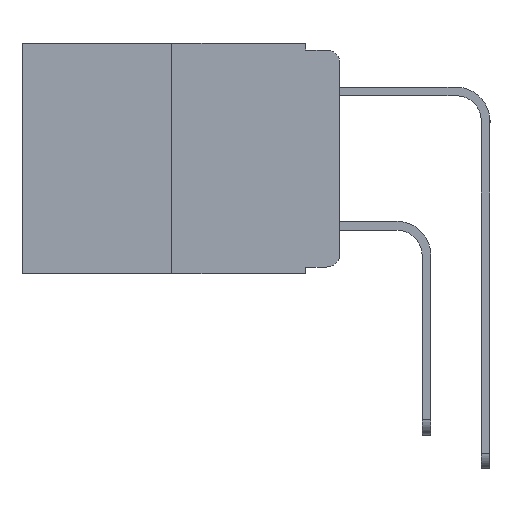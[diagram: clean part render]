
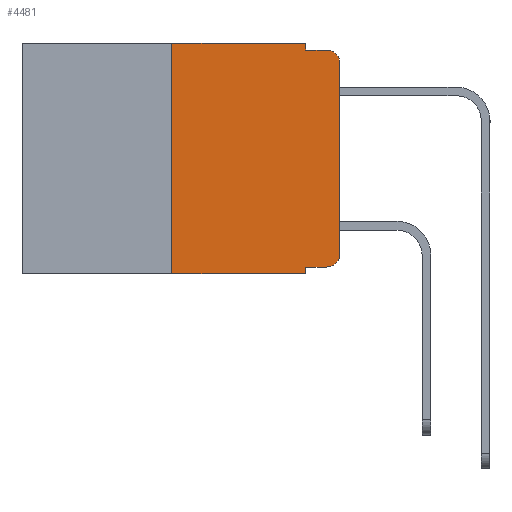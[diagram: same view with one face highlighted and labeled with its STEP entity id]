
A CAD part, left-side view. The second image highlights one B-rep face of the part: STEP entity #4481.
In plain terms, the highlighted planar face has unit normal (-1, 0, 0).
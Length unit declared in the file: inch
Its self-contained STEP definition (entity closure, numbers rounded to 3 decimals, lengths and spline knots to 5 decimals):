
#719 = EDGE_CURVE ( 'NONE', #17359, #5673, #15235, .T. ) ;
#828 = DIRECTION ( 'NONE',  ( 0., 0., -1. ) ) ;
#1054 = DIRECTION ( 'NONE',  ( 0., -1., 0. ) ) ;
#1210 = CARTESIAN_POINT ( 'NONE',  ( 0., 0., -0.313 ) ) ;
#1572 = ORIENTED_EDGE ( 'NONE', *, *, #719, .F. ) ;
#2419 = VECTOR ( 'NONE', #12865, 39.37008 ) ;
#2957 = EDGE_CURVE ( 'NONE', #15294, #15919, #10352, .T. ) ;
#3063 = EDGE_LOOP ( 'NONE', ( #11643, #8490, #12497, #13317, #10591, #16426, #5007, #1572, #13404, #16309 ) ) ;
#3657 = VERTEX_POINT ( 'NONE', #5732 ) ;
#3753 = DIRECTION ( 'NONE',  ( -1., 0., 0. ) ) ;
#3773 = CARTESIAN_POINT ( 'NONE',  ( 0., 0.473, 0. ) ) ;
#3919 = VERTEX_POINT ( 'NONE', #15918 ) ;
#3991 = EDGE_CURVE ( 'NONE', #13468, #3919, #10910, .T. ) ;
#4128 = FACE_OUTER_BOUND ( 'NONE', #3063, .T. ) ;
#4481 = ADVANCED_FACE ( 'NONE', ( #4128 ), #6805, .F. ) ;
#4597 = CARTESIAN_POINT ( 'NONE',  ( 0., 0.25, 0. ) ) ;
#4791 = DIRECTION ( 'NONE',  ( 0., 0., 1. ) ) ;
#5007 = ORIENTED_EDGE ( 'NONE', *, *, #17570, .T. ) ;
#5011 = EDGE_CURVE ( 'NONE', #3919, #12387, #11537, .T. ) ;
#5392 = CARTESIAN_POINT ( 'NONE',  ( 0., 0.051, -0.343 ) ) ;
#5673 = VERTEX_POINT ( 'NONE', #5392 ) ;
#5732 = CARTESIAN_POINT ( 'NONE',  ( 0., 0., -0.03 ) ) ;
#6724 = EDGE_CURVE ( 'NONE', #15919, #13468, #10472, .T. ) ;
#6764 = DIRECTION ( 'NONE',  ( 0., -1., 0. ) ) ;
#6805 = PLANE ( 'NONE',  #17351 ) ;
#6825 = LINE ( 'NONE', #14329, #13547 ) ;
#6958 = AXIS2_PLACEMENT_3D ( 'NONE', #12111, #3753, #13435 ) ;
#7057 = DIRECTION ( 'NONE',  ( 0., 0., -1. ) ) ;
#7860 = EDGE_CURVE ( 'NONE', #3657, #12387, #10659, .T. ) ;
#8082 = DIRECTION ( 'NONE',  ( 0., 0., -1. ) ) ;
#8120 = VECTOR ( 'NONE', #7057, 39.37008 ) ;
#8178 = DIRECTION ( 'NONE',  ( 1., 0., 0. ) ) ;
#8208 = CARTESIAN_POINT ( 'NONE',  ( 0., 0.25, 0. ) ) ;
#8490 = ORIENTED_EDGE ( 'NONE', *, *, #7860, .T. ) ;
#8764 = EDGE_CURVE ( 'NONE', #10329, #3657, #6825, .T. ) ;
#8815 = DIRECTION ( 'NONE',  ( 0., -1., 0. ) ) ;
#8878 = CARTESIAN_POINT ( 'NONE',  ( 0., 0.051, 0. ) ) ;
#9550 = LINE ( 'NONE', #14797, #12712 ) ;
#9569 = DIRECTION ( 'NONE',  ( 0., 0., 1. ) ) ;
#9717 = DIRECTION ( 'NONE',  ( -1., 0., 0. ) ) ;
#9820 = CARTESIAN_POINT ( 'NONE',  ( 0., 0.051, -0.333 ) ) ;
#10145 = CARTESIAN_POINT ( 'NONE',  ( 0., 0.02, -0.01 ) ) ;
#10329 = VERTEX_POINT ( 'NONE', #1210 ) ;
#10352 = LINE ( 'NONE', #8208, #17392 ) ;
#10472 = LINE ( 'NONE', #18080, #2419 ) ;
#10565 = CARTESIAN_POINT ( 'NONE',  ( 0., 0.25, -0.343 ) ) ;
#10591 = ORIENTED_EDGE ( 'NONE', *, *, #6724, .F. ) ;
#10659 = CIRCLE ( 'NONE', #13895, 0.02 ) ;
#10680 = VECTOR ( 'NONE', #1054, 39.37008 ) ;
#10731 = CARTESIAN_POINT ( 'NONE',  ( 0., 0.02, -0.333 ) ) ;
#10910 = LINE ( 'NONE', #16082, #11357 ) ;
#11357 = VECTOR ( 'NONE', #8082, 39.37008 ) ;
#11461 = LINE ( 'NONE', #12816, #14560 ) ;
#11537 = LINE ( 'NONE', #12584, #10680 ) ;
#11643 = ORIENTED_EDGE ( 'NONE', *, *, #8764, .T. ) ;
#12111 = CARTESIAN_POINT ( 'NONE',  ( 0., 0.02, -0.313 ) ) ;
#12387 = VERTEX_POINT ( 'NONE', #10145 ) ;
#12497 = ORIENTED_EDGE ( 'NONE', *, *, #5011, .F. ) ;
#12584 = CARTESIAN_POINT ( 'NONE',  ( 0., 0.051, -0.01 ) ) ;
#12712 = VECTOR ( 'NONE', #6764, 39.37008 ) ;
#12816 = CARTESIAN_POINT ( 'NONE',  ( 0., 0.473, -0.343 ) ) ;
#12865 = DIRECTION ( 'NONE',  ( 0., -1., 0. ) ) ;
#13317 = ORIENTED_EDGE ( 'NONE', *, *, #3991, .F. ) ;
#13404 = ORIENTED_EDGE ( 'NONE', *, *, #17993, .T. ) ;
#13435 = DIRECTION ( 'NONE',  ( 0., 0., -1. ) ) ;
#13468 = VERTEX_POINT ( 'NONE', #14572 ) ;
#13547 = VECTOR ( 'NONE', #4791, 39.37008 ) ;
#13590 = VERTEX_POINT ( 'NONE', #10731 ) ;
#13740 = CIRCLE ( 'NONE', #6958, 0.02 ) ;
#13895 = AXIS2_PLACEMENT_3D ( 'NONE', #17641, #9717, #828 ) ;
#14329 = CARTESIAN_POINT ( 'NONE',  ( 0., 0., 0. ) ) ;
#14560 = VECTOR ( 'NONE', #8815, 39.37008 ) ;
#14572 = CARTESIAN_POINT ( 'NONE',  ( 0., 0.051, 0. ) ) ;
#14797 = CARTESIAN_POINT ( 'NONE',  ( 0., 0.051, -0.333 ) ) ;
#15235 = LINE ( 'NONE', #8878, #8120 ) ;
#15294 = VERTEX_POINT ( 'NONE', #10565 ) ;
#15918 = CARTESIAN_POINT ( 'NONE',  ( 0., 0.051, -0.01 ) ) ;
#15919 = VERTEX_POINT ( 'NONE', #4597 ) ;
#16082 = CARTESIAN_POINT ( 'NONE',  ( 0., 0.051, 0. ) ) ;
#16309 = ORIENTED_EDGE ( 'NONE', *, *, #17107, .T. ) ;
#16426 = ORIENTED_EDGE ( 'NONE', *, *, #2957, .F. ) ;
#17107 = EDGE_CURVE ( 'NONE', #13590, #10329, #13740, .T. ) ;
#17351 = AXIS2_PLACEMENT_3D ( 'NONE', #3773, #8178, #17481 ) ;
#17359 = VERTEX_POINT ( 'NONE', #9820 ) ;
#17392 = VECTOR ( 'NONE', #9569, 39.37008 ) ;
#17481 = DIRECTION ( 'NONE',  ( 0., 0., -1. ) ) ;
#17570 = EDGE_CURVE ( 'NONE', #15294, #5673, #11461, .T. ) ;
#17641 = CARTESIAN_POINT ( 'NONE',  ( 0., 0.02, -0.03 ) ) ;
#17993 = EDGE_CURVE ( 'NONE', #17359, #13590, #9550, .T. ) ;
#18080 = CARTESIAN_POINT ( 'NONE',  ( 0., 0.473, 0. ) ) ;
